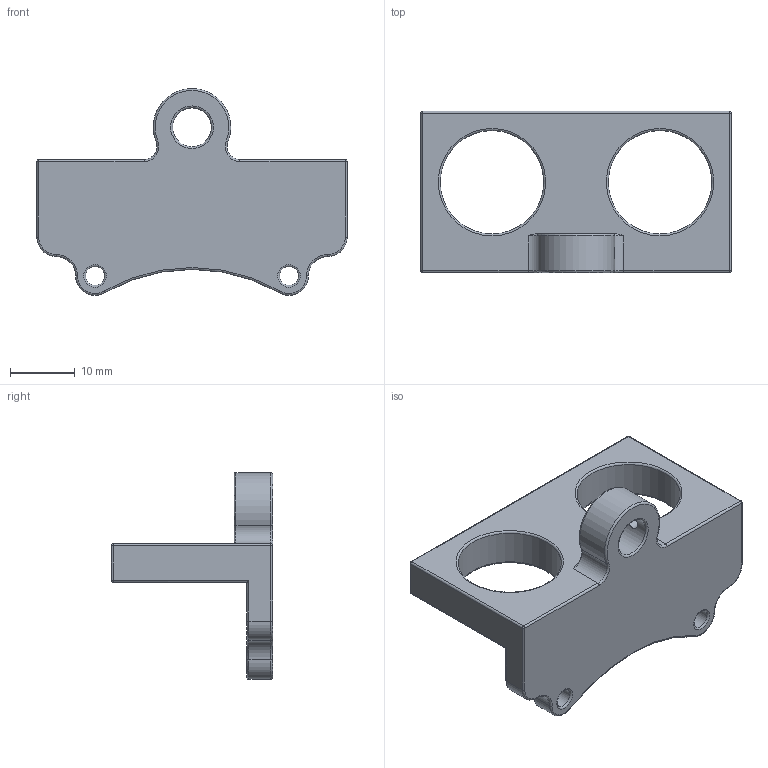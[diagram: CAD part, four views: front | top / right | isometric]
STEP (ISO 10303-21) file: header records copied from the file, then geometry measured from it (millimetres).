
FILE_DESCRIPTION(/* description */ (''),/* implementation_level */ '2;1');
FILE_NAME(/* name */ 'Front Sensor Mount.stp',/* time_stamp */ '2023-11-02T19:46:18-05:00',/* author */ ('Eric'),/* organization */ (''),/* preprocessor_version */ 'ST-DEVELOPER v19',/* originating_system */ 'Autodesk Inventor 2023',/* authorisation */ '');
FILE_SCHEMA (('AUTOMOTIVE_DESIGN { 1 0 10303 214 3 1 1 }'));
Length unit declared in the file: millimetre
Products named in the file (1): Front Sensor Mount
Bounding box: 48 x 25 x 31.98 mm (x, y, z)
Volume: 7061.3 mm3; surface area: 4779 mm2
Topology: 1 solids, 1 shells, 91 faces, 216 edges, 128 vertices
Faces by surface type: cylinder 40, torus 32, plane 13, sphere 6
Full cylindrical faces by diameter (mm): 2.05 x1, 2.9 x2, 6 x1, 16 x2
Entity records: 2779 total; most frequent: DIRECTION 530, CARTESIAN_POINT 520, ORIENTED_EDGE 432, AXIS2_PLACEMENT_3D 230, EDGE_CURVE 216, CIRCLE 132, VERTEX_POINT 128, EDGE_LOOP 104
